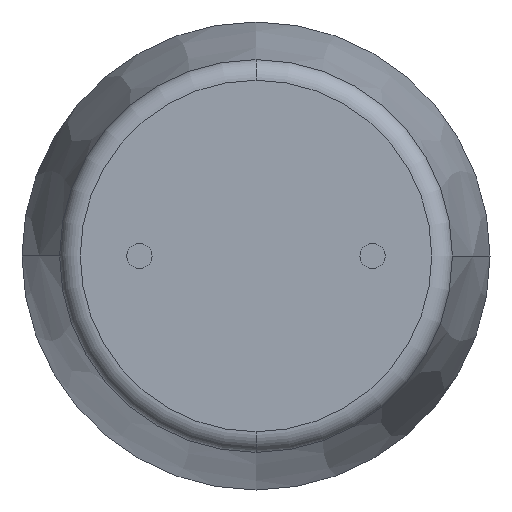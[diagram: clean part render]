
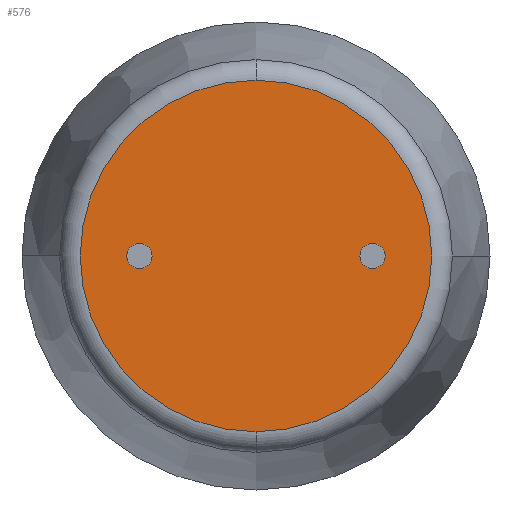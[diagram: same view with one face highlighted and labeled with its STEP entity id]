
A CAD part, front view. The second image highlights one B-rep face of the part: STEP entity #576.
In plain terms, the highlighted planar face has unit normal (0, -1, 0).
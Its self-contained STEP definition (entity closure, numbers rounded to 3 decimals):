
#6 = EDGE_CURVE ( 'NONE', #443, #658, #298, .T. ) ;
#55 = CIRCLE ( 'NONE', #289, 3.83 ) ;
#74 = DIRECTION ( 'NONE',  ( 0., 0., 1. ) ) ;
#79 = CARTESIAN_POINT ( 'NONE',  ( 2.54, 0., 0.275 ) ) ;
#118 = ORIENTED_EDGE ( 'NONE', *, *, #231, .T. ) ;
#143 = VERTEX_POINT ( 'NONE', #627 ) ;
#148 = FACE_OUTER_BOUND ( 'NONE', #316, .T. ) ;
#154 = VERTEX_POINT ( 'NONE', #447 ) ;
#173 = EDGE_CURVE ( 'NONE', #154, #676, #315, .T. ) ;
#184 = CIRCLE ( 'NONE', #699, 3.83 ) ;
#185 = CARTESIAN_POINT ( 'NONE',  ( -2.54, 0., 0. ) ) ;
#205 = AXIS2_PLACEMENT_3D ( 'NONE', #185, #741, #503 ) ;
#207 = CARTESIAN_POINT ( 'NONE',  ( 2.54, 0., 0. ) ) ;
#231 = EDGE_CURVE ( 'NONE', #572, #143, #55, .T. ) ;
#233 = ORIENTED_EDGE ( 'NONE', *, *, #173, .F. ) ;
#268 = CARTESIAN_POINT ( 'NONE',  ( -2.54, 0., 0. ) ) ;
#272 = FACE_BOUND ( 'NONE', #428, .T. ) ;
#273 = AXIS2_PLACEMENT_3D ( 'NONE', #459, #696, #636 ) ;
#289 = AXIS2_PLACEMENT_3D ( 'NONE', #508, #685, #319 ) ;
#298 = CIRCLE ( 'NONE', #678, 0.275 ) ;
#307 = EDGE_CURVE ( 'NONE', #676, #154, #495, .T. ) ;
#315 = CIRCLE ( 'NONE', #205, 0.275 ) ;
#316 = EDGE_LOOP ( 'NONE', ( #484, #118 ) ) ;
#318 = ORIENTED_EDGE ( 'NONE', *, *, #307, .F. ) ;
#319 = DIRECTION ( 'NONE',  ( 0., 0., 1. ) ) ;
#358 = CIRCLE ( 'NONE', #492, 0.275 ) ;
#382 = AXIS2_PLACEMENT_3D ( 'NONE', #268, #574, #74 ) ;
#389 = ORIENTED_EDGE ( 'NONE', *, *, #736, .T. ) ;
#393 = EDGE_CURVE ( 'NONE', #143, #572, #184, .T. ) ;
#399 = PLANE ( 'NONE',  #273 ) ;
#428 = EDGE_LOOP ( 'NONE', ( #318, #233 ) ) ;
#443 = VERTEX_POINT ( 'NONE', #664 ) ;
#444 = ORIENTED_EDGE ( 'NONE', *, *, #6, .T. ) ;
#447 = CARTESIAN_POINT ( 'NONE',  ( -2.54, 0., -0.275 ) ) ;
#459 = CARTESIAN_POINT ( 'NONE',  ( 0., 0., 0. ) ) ;
#463 = DIRECTION ( 'NONE',  ( 0., 1., 0. ) ) ;
#484 = ORIENTED_EDGE ( 'NONE', *, *, #393, .T. ) ;
#492 = AXIS2_PLACEMENT_3D ( 'NONE', #207, #463, #643 ) ;
#495 = CIRCLE ( 'NONE', #382, 0.275 ) ;
#503 = DIRECTION ( 'NONE',  ( 0., 0., 1. ) ) ;
#504 = DIRECTION ( 'NONE',  ( 0., 0., -1. ) ) ;
#508 = CARTESIAN_POINT ( 'NONE',  ( 0., 0., 0. ) ) ;
#532 = DIRECTION ( 'NONE',  ( 0., -1., 0. ) ) ;
#564 = CARTESIAN_POINT ( 'NONE',  ( 2.54, 0., 0. ) ) ;
#572 = VERTEX_POINT ( 'NONE', #707 ) ;
#574 = DIRECTION ( 'NONE',  ( 0., -1., 0. ) ) ;
#576 = ADVANCED_FACE ( 'NONE', ( #148, #717, #272 ), #399, .F. ) ;
#592 = CARTESIAN_POINT ( 'NONE',  ( -2.54, 0., 0.275 ) ) ;
#627 = CARTESIAN_POINT ( 'NONE',  ( 0., 0., -3.83 ) ) ;
#636 = DIRECTION ( 'NONE',  ( 0., 0., 1. ) ) ;
#639 = CARTESIAN_POINT ( 'NONE',  ( 0., 0., 0. ) ) ;
#643 = DIRECTION ( 'NONE',  ( 0., 0., -1. ) ) ;
#658 = VERTEX_POINT ( 'NONE', #79 ) ;
#664 = CARTESIAN_POINT ( 'NONE',  ( 2.54, 0., -0.275 ) ) ;
#676 = VERTEX_POINT ( 'NONE', #592 ) ;
#678 = AXIS2_PLACEMENT_3D ( 'NONE', #564, #684, #504 ) ;
#684 = DIRECTION ( 'NONE',  ( 0., 1., 0. ) ) ;
#685 = DIRECTION ( 'NONE',  ( 0., -1., 0. ) ) ;
#696 = DIRECTION ( 'NONE',  ( 0., 1., 0. ) ) ;
#699 = AXIS2_PLACEMENT_3D ( 'NONE', #639, #532, #767 ) ;
#707 = CARTESIAN_POINT ( 'NONE',  ( 0., 0., 3.83 ) ) ;
#717 = FACE_BOUND ( 'NONE', #725, .T. ) ;
#725 = EDGE_LOOP ( 'NONE', ( #389, #444 ) ) ;
#736 = EDGE_CURVE ( 'NONE', #658, #443, #358, .T. ) ;
#741 = DIRECTION ( 'NONE',  ( 0., -1., 0. ) ) ;
#767 = DIRECTION ( 'NONE',  ( 0., 0., 1. ) ) ;
